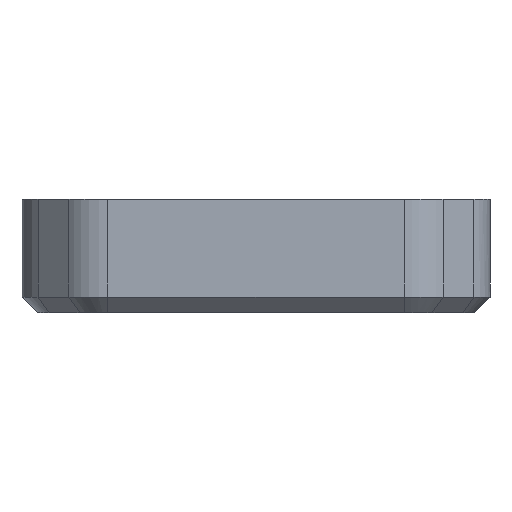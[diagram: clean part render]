
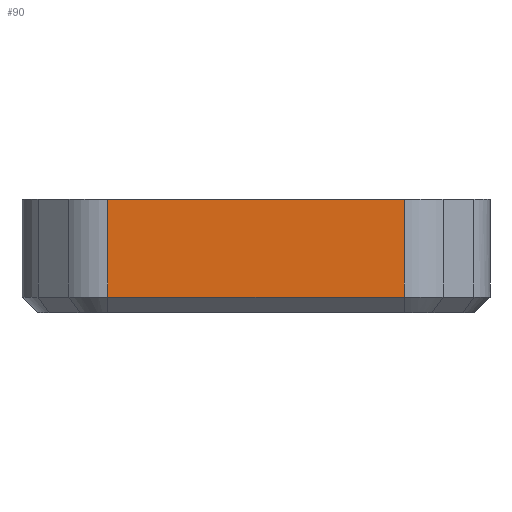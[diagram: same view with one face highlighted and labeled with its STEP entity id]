
A CAD part, left-side view. The second image highlights one B-rep face of the part: STEP entity #90.
In plain terms, the highlighted planar face has unit normal (-1, 0, 0).
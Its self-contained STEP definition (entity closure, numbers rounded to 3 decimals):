
#90=ADVANCED_FACE('',(#162),#1068,.T.);
#162=FACE_OUTER_BOUND('',#234,.T.);
#234=EDGE_LOOP('',(#557,#558,#559,#560));
#557=ORIENTED_EDGE('',*,*,#639,.T.);
#558=ORIENTED_EDGE('',*,*,#730,.T.);
#559=ORIENTED_EDGE('',*,*,#699,.F.);
#560=ORIENTED_EDGE('',*,*,#721,.F.);
#639=EDGE_CURVE('',#952,#953,#836,.T.);
#699=EDGE_CURVE('',#985,#987,#877,.T.);
#721=EDGE_CURVE('',#952,#985,#892,.T.);
#730=EDGE_CURVE('',#953,#987,#900,.T.);
#836=B_SPLINE_CURVE_WITH_KNOTS('',1,(#2645,#2646),.UNSPECIFIED.,.F.,.F.,
(2,2),(0.,7.57),.UNSPECIFIED.);
#877=B_SPLINE_CURVE_WITH_KNOTS('',1,(#2784,#2785),.UNSPECIFIED.,.F.,.F.,
(2,2),(0.,7.57),.UNSPECIFIED.);
#892=B_SPLINE_CURVE_WITH_KNOTS('',1,(#2835,#2836),.UNSPECIFIED.,.F.,.F.,
(2,2),(0.,2.5),.UNSPECIFIED.);
#900=B_SPLINE_CURVE_WITH_KNOTS('',1,(#2854,#2855),.UNSPECIFIED.,.F.,.F.,
(2,2),(0.,2.5),.UNSPECIFIED.);
#952=VERTEX_POINT('',#2316);
#953=VERTEX_POINT('',#2317);
#985=VERTEX_POINT('',#2349);
#987=VERTEX_POINT('',#2351);
#1068=PLANE('',#1123);
#1123=AXIS2_PLACEMENT_3D('',#2019,#1161,$);
#1161=DIRECTION('',(-1.,0.,0.));
#2019=CARTESIAN_POINT('',(393.931,-29.917,28.81));
#2316=CARTESIAN_POINT('',(393.931,-29.04,28.44));
#2317=CARTESIAN_POINT('',(393.931,-21.47,28.44));
#2349=CARTESIAN_POINT('',(393.931,-29.04,25.94));
#2351=CARTESIAN_POINT('',(393.931,-21.47,25.94));
#2645=CARTESIAN_POINT('',(393.931,-29.04,28.44));
#2646=CARTESIAN_POINT('',(393.931,-21.47,28.44));
#2784=CARTESIAN_POINT('',(393.931,-29.04,25.94));
#2785=CARTESIAN_POINT('',(393.931,-21.47,25.94));
#2835=CARTESIAN_POINT('',(393.931,-29.04,28.44));
#2836=CARTESIAN_POINT('',(393.931,-29.04,25.94));
#2854=CARTESIAN_POINT('',(393.931,-21.47,28.44));
#2855=CARTESIAN_POINT('',(393.931,-21.47,25.94));
